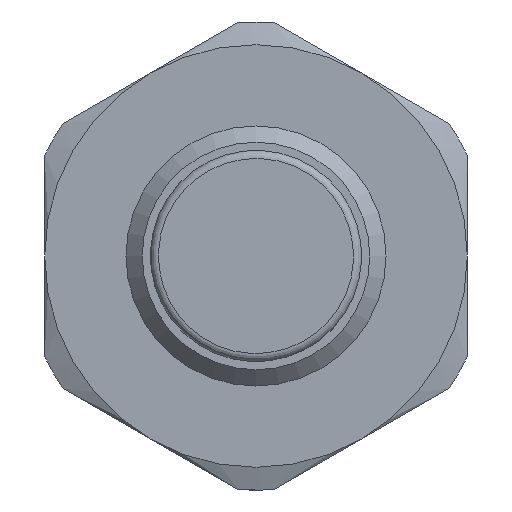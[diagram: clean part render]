
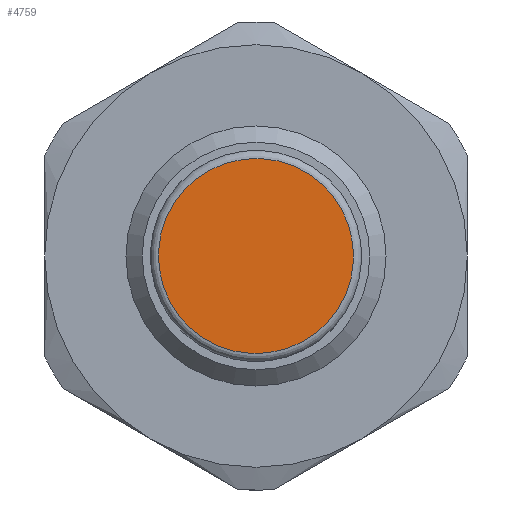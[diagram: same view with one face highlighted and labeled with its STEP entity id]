
A CAD part, left-side view. The second image highlights one B-rep face of the part: STEP entity #4759.
In plain terms, the highlighted planar face has unit normal (-1, 0, 0).
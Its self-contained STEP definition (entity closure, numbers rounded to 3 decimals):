
#4639 = TOROIDAL_SURFACE('',#4640,3.,0.25);
#4640 = AXIS2_PLACEMENT_3D('',#4641,#4642,#4643);
#4641 = CARTESIAN_POINT('',(-0.05,0.,0.));
#4642 = DIRECTION('',(-1.,0.,0.));
#4643 = DIRECTION('',(0.,0.546,-0.838)
  );
#4706 = EDGE_CURVE('',#4707,#4707,#4709,.T.);
#4707 = VERTEX_POINT('',#4708);
#4708 = CARTESIAN_POINT('',(-0.3,-2.514,-1.637));
#4709 = SURFACE_CURVE('',#4710,(#4715,#4721),.PCURVE_S1.);
#4710 = CIRCLE('',#4711,3.);
#4711 = AXIS2_PLACEMENT_3D('',#4712,#4713,#4714);
#4712 = CARTESIAN_POINT('',(-0.3,0.,0.));
#4713 = DIRECTION('',(-1.,0.,0.));
#4714 = DIRECTION('',(0.,-0.838,-0.546
    ));
#4715 = PCURVE('',#4639,#4716);
#4716 = DEFINITIONAL_REPRESENTATION('',(#4717),#4720);
#4717 = B_SPLINE_CURVE_WITH_KNOTS('',1,(#4718,#4719),.UNSPECIFIED.,.F.,
  .F.,(2,2),(0.,6.283),.PIECEWISE_BEZIER_KNOTS.);
#4718 = CARTESIAN_POINT('',(1.571,7.854));
#4719 = CARTESIAN_POINT('',(7.854,7.854));
#4720 = ( GEOMETRIC_REPRESENTATION_CONTEXT(2) 
PARAMETRIC_REPRESENTATION_CONTEXT() REPRESENTATION_CONTEXT('2D SPACE',''
  ) );
#4721 = PCURVE('',#4722,#4727);
#4722 = PLANE('',#4723);
#4723 = AXIS2_PLACEMENT_3D('',#4724,#4725,#4726);
#4724 = CARTESIAN_POINT('',(-0.3,-1.257,-0.819));
#4725 = DIRECTION('',(-1.,0.,0.));
#4726 = DIRECTION('',(0.,0.546,-0.838));
#4727 = DEFINITIONAL_REPRESENTATION('',(#4728),#4732);
#4728 = CIRCLE('',#4729,3.);
#4729 = AXIS2_PLACEMENT_2D('',#4730,#4731);
#4730 = CARTESIAN_POINT('',(0.,-1.5));
#4731 = DIRECTION('',(0.,1.));
#4732 = ( GEOMETRIC_REPRESENTATION_CONTEXT(2) 
PARAMETRIC_REPRESENTATION_CONTEXT() REPRESENTATION_CONTEXT('2D SPACE',''
  ) );
#4759 = ADVANCED_FACE('',(#4760),#4722,.T.);
#4760 = FACE_BOUND('',#4761,.T.);
#4761 = EDGE_LOOP('',(#4762));
#4762 = ORIENTED_EDGE('',*,*,#4706,.T.);
